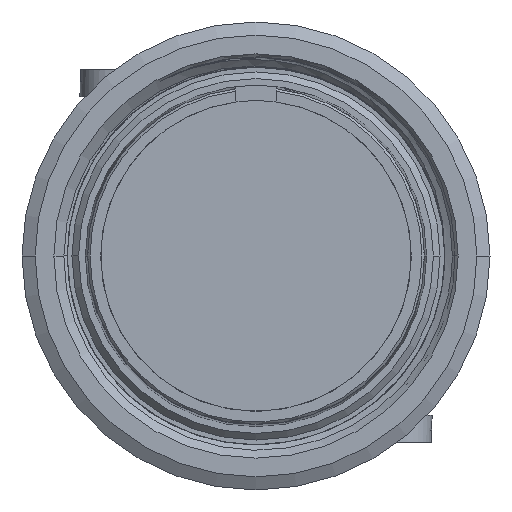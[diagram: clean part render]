
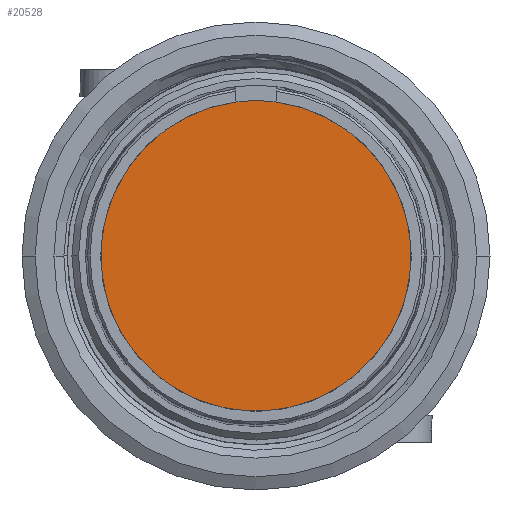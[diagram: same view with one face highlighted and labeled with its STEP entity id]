
A CAD part, front view. The second image highlights one B-rep face of the part: STEP entity #20528.
In plain terms, the highlighted planar face has unit normal (0, -1, 0).
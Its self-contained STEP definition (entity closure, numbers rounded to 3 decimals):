
#6977=CARTESIAN_POINT('',(12.745,0.918,
-12.745));
#6978=DIRECTION('',(0.,-1.,0.));
#6979=DIRECTION('',(-0.129,0.,0.992));
#6980=AXIS2_PLACEMENT_3D('',#6977,#6978,#6979);
#6990=CARTESIAN_POINT('',(12.745,0.918,
-12.745));
#6991=DIRECTION('',(0.,1.,0.));
#6992=DIRECTION('',(-0.129,0.,0.992));
#6993=AXIS2_PLACEMENT_3D('',#6990,#6991,#6992);
#11648=CARTESIAN_POINT('',(11.245,0.918,
-1.242));
#11650=VERTEX_POINT('',#11648);
#11652=CARTESIAN_POINT('',(14.245,0.918,
-1.242));
#11654=VERTEX_POINT('',#11652);
#20519=CARTESIAN_POINT('',(12.745,0.918,
-12.745));
#20520=DIRECTION('',(0.,1.,0.));
#20521=DIRECTION('',(1.,0.,0.));
#20522=AXIS2_PLACEMENT_3D('',#20519,#20520,#20521);
#20523=PLANE('',#20522);
#20524=ORIENTED_EDGE('',*,*,#20505,.F.);
#20525=ORIENTED_EDGE('',*,*,#20285,.T.);
#20526=EDGE_LOOP('',(#20524,#20525));
#20527=FACE_OUTER_BOUND('',#20526,.F.);
#20528=ADVANCED_FACE('',(#20527),#20523,.F.);
#6981=CIRCLE('',#6980,11.6);
#6994=CIRCLE('',#6993,11.6);
#20285=EDGE_CURVE('',#11650,#11654,#6994,.T.);
#20505=EDGE_CURVE('',#11650,#11654,#6981,.T.);
